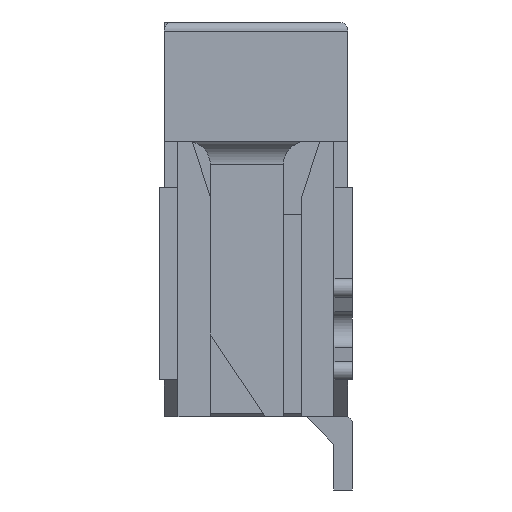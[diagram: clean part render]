
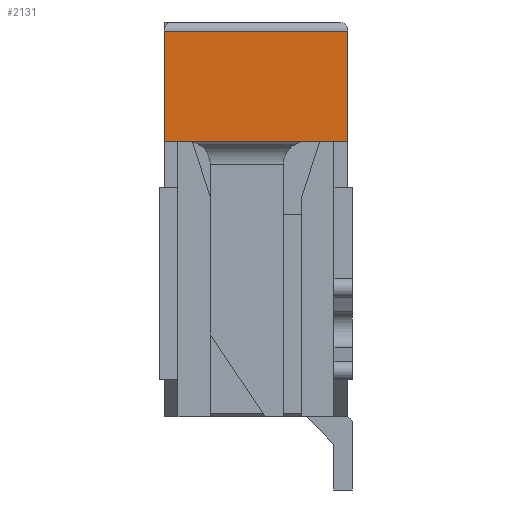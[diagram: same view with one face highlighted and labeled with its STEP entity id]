
A CAD part, left-side view. The second image highlights one B-rep face of the part: STEP entity #2131.
In plain terms, the highlighted planar face has unit normal (-1, 0, 0).
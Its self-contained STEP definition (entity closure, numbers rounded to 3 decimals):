
#2131 = ADVANCED_FACE( '', ( #4361 ), #4362, .T. );
#4361 = FACE_OUTER_BOUND( '', #6828, .T. );
#4362 = PLANE( '', #6829 );
#6828 = EDGE_LOOP( '', ( #12287, #12288, #12289, #12290 ) );
#6829 = AXIS2_PLACEMENT_3D( '', #12291, #12292, #12293 );
#12287 = ORIENTED_EDGE( '', *, *, #18490, .F. );
#12288 = ORIENTED_EDGE( '', *, *, #18126, .T. );
#12289 = ORIENTED_EDGE( '', *, *, #17265, .T. );
#12290 = ORIENTED_EDGE( '', *, *, #18871, .F. );
#12291 = CARTESIAN_POINT( '', ( -12.2, -1., 0.65 ) );
#12292 = DIRECTION( '', ( -1., 0., 0. ) );
#12293 = DIRECTION( '', ( 0., 0., 1. ) );
#17265 = EDGE_CURVE( '', #21303, #21304, #21305, .T. );
#18126 = EDGE_CURVE( '', #20122, #21303, #22735, .T. );
#18490 = EDGE_CURVE( '', #20122, #23284, #23285, .T. );
#18871 = EDGE_CURVE( '', #23284, #21304, #23853, .T. );
#20122 = VERTEX_POINT( '', #25365 );
#21303 = VERTEX_POINT( '', #27091 );
#21304 = VERTEX_POINT( '', #27092 );
#21305 = LINE( '', #27093, #27094 );
#22735 = LINE( '', #29220, #29221 );
#23284 = VERTEX_POINT( '', #30048 );
#23285 = LINE( '', #30049, #30050 );
#23853 = LINE( '', #30909, #30910 );
#25365 = CARTESIAN_POINT( '', ( -12.2, -1., 0.55 ) );
#27091 = CARTESIAN_POINT( '', ( -12.2, 1., 0.55 ) );
#27092 = CARTESIAN_POINT( '', ( -12.2, 1., -0.65 ) );
#27093 = CARTESIAN_POINT( '', ( -12.2, 1., 0.65 ) );
#27094 = VECTOR( '', #33790, 1000. );
#29220 = CARTESIAN_POINT( '', ( -12.2, 1., 0.55 ) );
#29221 = VECTOR( '', #34550, 1000. );
#30048 = CARTESIAN_POINT( '', ( -12.2, -1., -0.65 ) );
#30049 = CARTESIAN_POINT( '', ( -12.2, -1., 0.65 ) );
#30050 = VECTOR( '', #34859, 1000. );
#30909 = CARTESIAN_POINT( '', ( -12.2, -1., -0.65 ) );
#30910 = VECTOR( '', #35172, 1000. );
#33790 = DIRECTION( '', ( 0., 0., -1. ) );
#34550 = DIRECTION( '', ( 0., 1., 0. ) );
#34859 = DIRECTION( '', ( 0., 0., -1. ) );
#35172 = DIRECTION( '', ( 0., 1., 0. ) );
